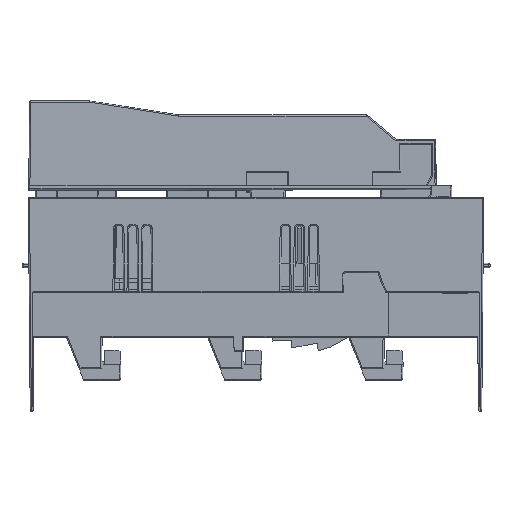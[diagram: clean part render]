
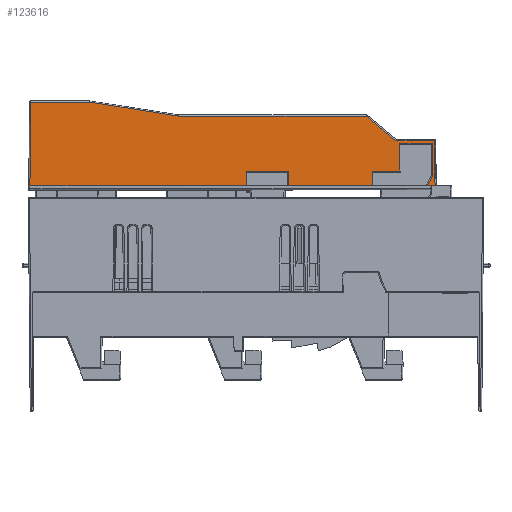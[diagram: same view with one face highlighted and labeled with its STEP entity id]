
A CAD part, front view. The second image highlights one B-rep face of the part: STEP entity #123616.
In plain terms, the highlighted planar face has unit normal (0, -1, 0.009).
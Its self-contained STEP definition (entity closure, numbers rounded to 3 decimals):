
#101575=DIRECTION('',(-1.,0.,0.));
#101576=VECTOR('',#101575,170.74);
#101577=CARTESIAN_POINT('',(64.742,-31.,
65.225));
#101578=LINE('',#101577,#101576);
#101606=DIRECTION('',(0.,-0.009,-1.));
#101607=VECTOR('',#101606,0.361);
#101608=CARTESIAN_POINT('',(64.742,-30.997,
65.586));
#101609=LINE('',#101608,#101607);
#101631=DIRECTION('',(-0.009,-0.009,
-1.));
#101632=VECTOR('',#101631,35.756);
#101633=CARTESIAN_POINT('',(-105.688,-30.688,
100.978));
#101634=LINE('',#101633,#101632);
#101638=DIRECTION('',(-0.988,0.001,0.156));
#101639=VECTOR('',#101638,38.355);
#101640=CARTESIAN_POINT('',(-42.656,-30.74,
94.978));
#101641=LINE('',#101640,#101639);
#101645=DIRECTION('',(-0.768,0.006,0.64));
#101646=VECTOR('',#101645,16.359);
#101647=CARTESIAN_POINT('',(49.884,-30.832,
84.504));
#101648=LINE('',#101647,#101646);
#101652=DIRECTION('',(-0.009,0.009,1.));
#101653=VECTOR('',#101652,18.92);
#101654=CARTESIAN_POINT('',(66.597,-30.997,
65.586));
#101655=LINE('',#101654,#101653);
#101659=DIRECTION('',(-0.5,-0.008,
-0.866));
#101660=VECTOR('',#101659,4.767);
#101661=CARTESIAN_POINT('',(65.561,-30.963,
69.432));
#101662=LINE('',#101661,#101660);
#101673=DIRECTION('',(-1.,0.,0.));
#101674=VECTOR('',#101673,1.855);
#101675=CARTESIAN_POINT('',(66.597,-30.997,
65.586));
#101676=LINE('',#101675,#101674);
#101754=DIRECTION('',(1.,0.,0.));
#101755=VECTOR('',#101754,16.547);
#101756=CARTESIAN_POINT('',(49.884,-30.832,
84.504));
#101757=LINE('',#101756,#101755);
#101803=DIRECTION('',(1.,0.,0.));
#101804=VECTOR('',#101803,79.975);
#101805=CARTESIAN_POINT('',(-42.656,-30.74,
94.978));
#101806=LINE('',#101805,#101804);
#101828=DIRECTION('',(1.,0.,0.));
#101829=VECTOR('',#101828,25.15);
#101830=CARTESIAN_POINT('',(-105.688,-30.688,
100.978));
#101831=LINE('',#101830,#101829);
#115526=DIRECTION('',(-1.,0.,0.));
#115527=VECTOR('',#115526,13.989);
#115528=CARTESIAN_POINT('',(65.56,-30.841,
83.499));
#115529=LINE('',#115528,#115527);
#115579=DIRECTION('',(0.,0.009,1.));
#115580=VECTOR('',#115579,14.067);
#115581=CARTESIAN_POINT('',(65.561,-30.963,
69.432));
#115582=LINE('',#115581,#115580);
#115704=DIRECTION('',(0.,-0.009,
-1.));
#115705=VECTOR('',#115704,6.296);
#115706=CARTESIAN_POINT('',(40.005,-30.944,
71.6));
#115707=LINE('',#115706,#115705);
#115729=DIRECTION('',(1.,0.,0.));
#115730=VECTOR('',#115729,23.173);
#115731=CARTESIAN_POINT('',(40.004,-30.999,
65.303));
#115732=LINE('',#115731,#115730);
#115753=DIRECTION('',(-1.,0.,0.));
#115754=VECTOR('',#115753,11.566);
#115755=CARTESIAN_POINT('',(51.571,-30.944,
71.6));
#115756=LINE('',#115755,#115754);
#115785=DIRECTION('',(0.,-0.009,
-1.));
#115786=VECTOR('',#115785,11.9);
#115787=CARTESIAN_POINT('',(51.571,-30.841,
83.499));
#115788=LINE('',#115787,#115786);
#115803=DIRECTION('',(0.,-0.009,
-1.));
#115804=VECTOR('',#115803,6.296);
#115805=CARTESIAN_POINT('',(-13.695,-30.944,
71.6));
#115806=LINE('',#115805,#115804);
#115849=DIRECTION('',(-1.,0.,0.));
#115850=VECTOR('',#115849,17.991);
#115851=CARTESIAN_POINT('',(4.295,-30.944,
71.6));
#115852=LINE('',#115851,#115850);
#115867=DIRECTION('',(0.,0.009,1.));
#115868=VECTOR('',#115867,6.296);
#115869=CARTESIAN_POINT('',(4.296,-30.999,
65.303));
#115870=LINE('',#115869,#115868);
#115946=DIRECTION('',(1.,0.,0.));
#115947=VECTOR('',#115946,17.991);
#115948=CARTESIAN_POINT('',(-13.696,-30.999,
65.303));
#115949=LINE('',#115948,#115947);
#116634=CARTESIAN_POINT('',(66.597,-30.997,
65.586));
#116635=CARTESIAN_POINT('',(64.742,-30.997,
65.586));
#116636=VERTEX_POINT('',#116634);
#116637=VERTEX_POINT('',#116635);
#116638=CARTESIAN_POINT('',(66.432,-30.832,
84.504));
#116639=VERTEX_POINT('',#116638);
#116640=CARTESIAN_POINT('',(49.884,-30.832,
84.504));
#116641=VERTEX_POINT('',#116640);
#116642=CARTESIAN_POINT('',(37.319,-30.74,
94.978));
#116643=VERTEX_POINT('',#116642);
#116644=CARTESIAN_POINT('',(-42.656,-30.74,
94.978));
#116645=VERTEX_POINT('',#116644);
#116646=CARTESIAN_POINT('',(-80.538,-30.688,
100.978));
#116647=VERTEX_POINT('',#116646);
#116648=CARTESIAN_POINT('',(-105.688,-30.688,
100.978));
#116649=VERTEX_POINT('',#116648);
#116650=CARTESIAN_POINT('',(-105.999,-31.,
65.225));
#116651=VERTEX_POINT('',#116650);
#116652=CARTESIAN_POINT('',(64.742,-31.,
65.225));
#116653=VERTEX_POINT('',#116652);
#116654=CARTESIAN_POINT('',(65.56,-30.841,
83.499));
#116655=CARTESIAN_POINT('',(51.571,-30.841,
83.499));
#116656=VERTEX_POINT('',#116654);
#116657=VERTEX_POINT('',#116655);
#116658=CARTESIAN_POINT('',(65.561,-30.963,
69.432));
#116659=VERTEX_POINT('',#116658);
#116660=CARTESIAN_POINT('',(63.178,-30.999,
65.303));
#116661=VERTEX_POINT('',#116660);
#116662=CARTESIAN_POINT('',(40.004,-30.999,
65.303));
#116663=VERTEX_POINT('',#116662);
#116664=CARTESIAN_POINT('',(40.005,-30.944,
71.6));
#116665=VERTEX_POINT('',#116664);
#116666=CARTESIAN_POINT('',(51.571,-30.944,
71.6));
#116667=VERTEX_POINT('',#116666);
#116668=CARTESIAN_POINT('',(-13.695,-30.944,
71.6));
#116669=CARTESIAN_POINT('',(-13.696,-30.999,
65.303));
#116670=VERTEX_POINT('',#116668);
#116671=VERTEX_POINT('',#116669);
#116672=CARTESIAN_POINT('',(4.295,-30.944,
71.6));
#116673=VERTEX_POINT('',#116672);
#116674=CARTESIAN_POINT('',(4.296,-30.999,
65.303));
#116675=VERTEX_POINT('',#116674);
#123566=CARTESIAN_POINT('',(-106.5,-31.,65.225));
#123567=DIRECTION('',(0.,1.,-0.009));
#123568=DIRECTION('',(-1.,0.,0.));
#123569=AXIS2_PLACEMENT_3D('',#123566,#123567,#123568);
#123570=PLANE('',#123569);
#123572=ORIENTED_EDGE('',*,*,#123571,.T.);
#123573=ORIENTED_EDGE('',*,*,#123550,.T.);
#123574=ORIENTED_EDGE('',*,*,#123513,.T.);
#123575=ORIENTED_EDGE('',*,*,#119799,.F.);
#123577=ORIENTED_EDGE('',*,*,#123576,.T.);
#123579=ORIENTED_EDGE('',*,*,#123578,.F.);
#123581=ORIENTED_EDGE('',*,*,#123580,.T.);
#123583=ORIENTED_EDGE('',*,*,#123582,.F.);
#123585=ORIENTED_EDGE('',*,*,#123584,.T.);
#123587=ORIENTED_EDGE('',*,*,#123586,.F.);
#123588=EDGE_LOOP('',(#123572,#123573,#123574,#123575,#123577,#123579,#123581,
#123583,#123585,#123587));
#123589=FACE_OUTER_BOUND('',#123588,.F.);
#123591=ORIENTED_EDGE('',*,*,#123590,.T.);
#123593=ORIENTED_EDGE('',*,*,#123592,.T.);
#123595=ORIENTED_EDGE('',*,*,#123594,.T.);
#123597=ORIENTED_EDGE('',*,*,#123596,.T.);
#123599=ORIENTED_EDGE('',*,*,#123598,.T.);
#123601=ORIENTED_EDGE('',*,*,#123600,.F.);
#123603=ORIENTED_EDGE('',*,*,#123602,.T.);
#123604=EDGE_LOOP('',(#123591,#123593,#123595,#123597,#123599,#123601,#123603));
#123605=FACE_BOUND('',#123604,.F.);
#123607=ORIENTED_EDGE('',*,*,#123606,.T.);
#123609=ORIENTED_EDGE('',*,*,#123608,.T.);
#123611=ORIENTED_EDGE('',*,*,#123610,.T.);
#123613=ORIENTED_EDGE('',*,*,#123612,.T.);
#123614=EDGE_LOOP('',(#123607,#123609,#123611,#123613));
#123615=FACE_BOUND('',#123614,.F.);
#119799=EDGE_CURVE('',#116649,#116651,#101634,.T.);
#123513=EDGE_CURVE('',#116653,#116651,#101578,.T.);
#123550=EDGE_CURVE('',#116637,#116653,#101609,.T.);
#123571=EDGE_CURVE('',#116636,#116637,#101676,.T.);
#123576=EDGE_CURVE('',#116649,#116647,#101831,.T.);
#123578=EDGE_CURVE('',#116645,#116647,#101641,.T.);
#123580=EDGE_CURVE('',#116645,#116643,#101806,.T.);
#123582=EDGE_CURVE('',#116641,#116643,#101648,.T.);
#123584=EDGE_CURVE('',#116641,#116639,#101757,.T.);
#123586=EDGE_CURVE('',#116636,#116639,#101655,.T.);
#123590=EDGE_CURVE('',#116656,#116657,#115529,.T.);
#123592=EDGE_CURVE('',#116657,#116667,#115788,.T.);
#123594=EDGE_CURVE('',#116667,#116665,#115756,.T.);
#123596=EDGE_CURVE('',#116665,#116663,#115707,.T.);
#123598=EDGE_CURVE('',#116663,#116661,#115732,.T.);
#123600=EDGE_CURVE('',#116659,#116661,#101662,.T.);
#123602=EDGE_CURVE('',#116659,#116656,#115582,.T.);
#123606=EDGE_CURVE('',#116670,#116671,#115806,.T.);
#123608=EDGE_CURVE('',#116671,#116675,#115949,.T.);
#123610=EDGE_CURVE('',#116675,#116673,#115870,.T.);
#123612=EDGE_CURVE('',#116673,#116670,#115852,.T.);
#123616=ADVANCED_FACE('',(#123589,#123605,#123615),#123570,.F.);
